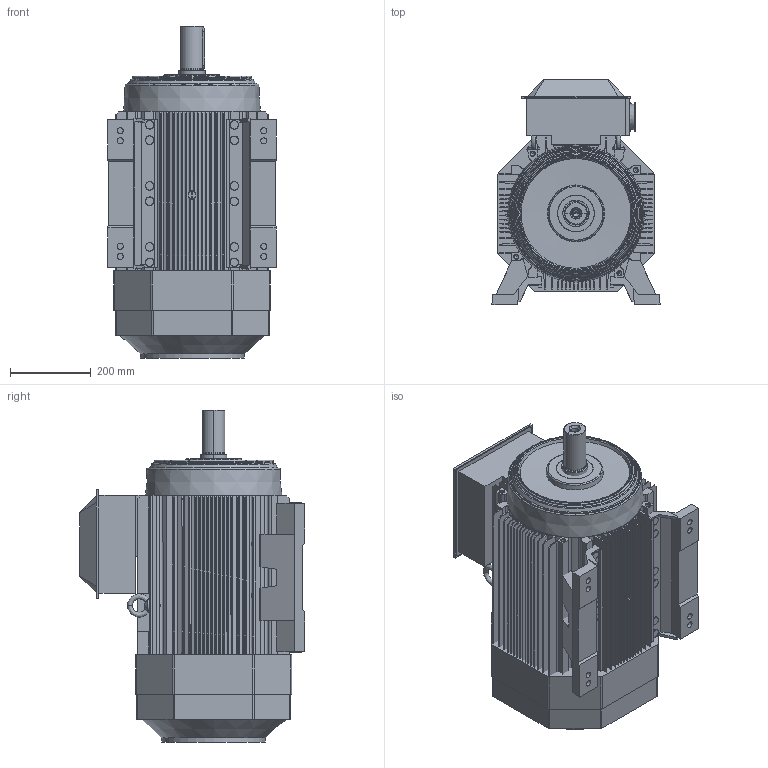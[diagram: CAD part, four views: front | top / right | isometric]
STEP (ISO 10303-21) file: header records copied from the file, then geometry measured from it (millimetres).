
FILE_DESCRIPTION(/* description */ (''),/* implementation_level */ '2;1');
FILE_NAME(/* name */ 'M2AA IE2 225 2P LARGE TERM.BOX B3.stp',/* time_stamp */ '2015-07-07T15:03:50+02:00',/* author */ (''),/* organization */ (''),/* preprocessor_version */ 'ST-DEVELOPER v14',/* originating_system */ 'SIEMENS PLM Software NX 8.0',/* authorisation */ '');
FILE_SCHEMA (('AUTOMOTIVE_DESIGN { 1 0 10303 214 3 1 1 1 }'));
Length unit declared in the file: millimetre
Products named in the file (1): M2AA IE2 225 2P LARGE TERM.BOX B3_igs
Bounding box: 416.01 x 557.17 x 821.14 mm (x, y, z)
Volume: 32873194.2 mm3; surface area: 3898013.4 mm2
Topology: 5 solids, 1147 shells, 1315 faces, 6065 edges, 5717 vertices
Faces by surface type: plane 600, cylinder 523, cone 128, torus 34, bspline 30
Full cylindrical faces by diameter (mm): 3.3 x4, 5.5 x4, 10.106 x6, 10.2 x36, 11 x1, 12 x22, 15 x8, 16 x2, 20 x1, 20.127 x2, 30 x2, 47 x1, 57 x1, 61.376 x1, 63 x3, 70 x1, 71 x1, 256.433 x1, 323 x1, 331 x2
Entity records: 99558 total; most frequent: CARTESIAN_POINT 45440, DIRECTION 7963, ORIENTED_EDGE 6219, EDGE_CURVE 5804, VERTEX_POINT 5681, AXIS2_PLACEMENT_3D 2748, LINE 2467, VECTOR 2467
